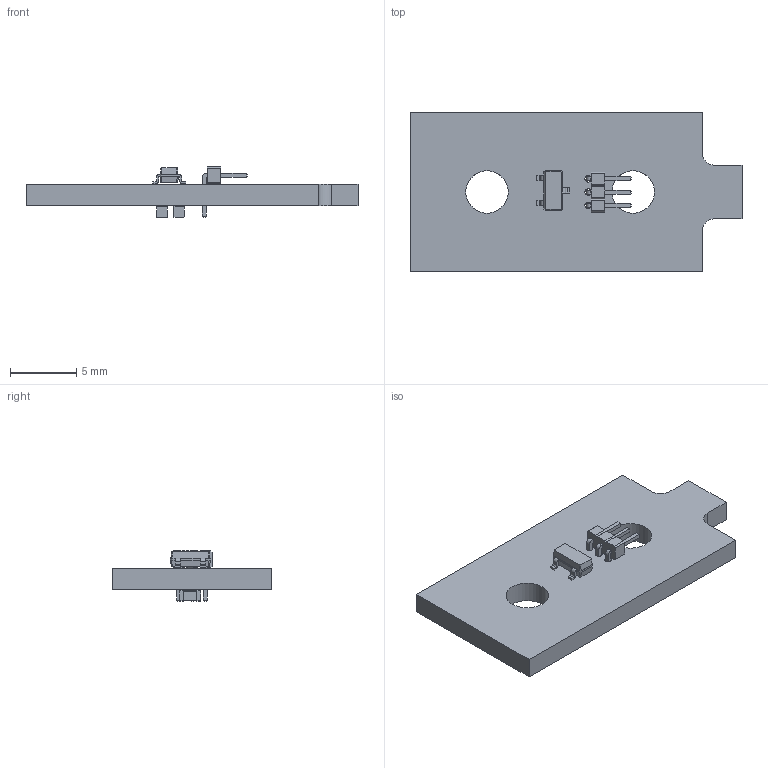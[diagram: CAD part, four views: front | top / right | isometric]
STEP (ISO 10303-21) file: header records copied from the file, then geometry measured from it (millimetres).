
FILE_DESCRIPTION(('KiCad electronic assembly'),'2;1');
FILE_NAME('HallEffect_CalibrationCoil.step','2020-12-23T15:08:04',( 'An Author'),('A Company'),'Open CASCADE STEP processor 6.9', 'KiCad to STEP converter','Unknown');
FILE_SCHEMA(('AUTOMOTIVE_DESIGN { 1 0 10303 214 1 1 1 1 }'));
Length unit declared in the file: millimetre
Products named in the file (8): Open CASCADE STEP translator 6.9 1; SOT-23; SOLID; PinHeader_1x03_P1.00mm_Horizontal; C_0603_1608Metric; COMPOUND
Assembly tree (8 placements, depth 3):
  Open CASCADE STEP translator 6.9 1
    SOT-23
      SOLID
    PinHeader_1x03_P1.00mm_Horizontal
      SOLID
    C_0603_1608Metric  x2
      SOLID
    COMPOUND
Bounding box: 25 x 12 x 3.77 mm (x, y, z)
Volume: 427 mm3; surface area: 743.4 mm2
Topology: 5 solids, 5 shells, 234 faces, 576 edges, 362 vertices
Faces by surface type: plane 161, cylinder 46, bspline 27
Full cylindrical faces by diameter (mm): 0.5 x3, 3.2 x2
Entity records: 13960 total; most frequent: CARTESIAN_POINT 2347, DIRECTION 1851, LINE 1295, VECTOR 1295, ORIENTED_EDGE 1008, PCURVE 1008, DEFINITIONAL_REPRESENTATION 1008, EDGE_CURVE 504
